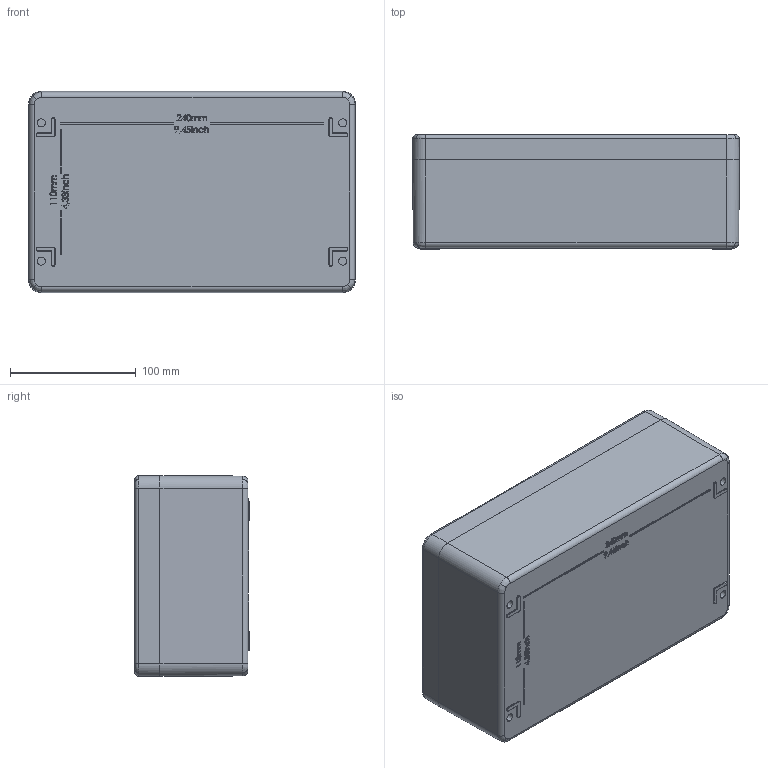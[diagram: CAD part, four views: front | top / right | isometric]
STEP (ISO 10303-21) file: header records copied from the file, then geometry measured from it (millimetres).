
FILE_DESCRIPTION (( 'STEP AP214' ), '1' );
FILE_NAME ('62162609.STEP', '2017-06-30T10:35:42', ( 'Macha' ), ( 'Hewlett-Packard Company' ), 'SwSTEP 2.0', 'SolidWorks 2015', '' );
FILE_SCHEMA (( 'AUTOMOTIVE_DESIGN' ));
Length unit declared in the file: millimetre
Products named in the file (8): 82015_780; 93135; 21662; 21663; 86224; 86222; 21663_Unterteil; 62162609
Assembly tree (18 placements, depth 3):
  62162609
    21663
      21663_Unterteil
      86222  x6
      86224  x4
    21662
    93135  x4
    82015_780
Bounding box: 260 x 91 x 160 mm (x, y, z)
Volume: 966627.2 mm3; surface area: 327722.4 mm2
Topology: 17 solids, 17 shells, 1605 faces, 3977 edges, 2496 vertices
Faces by surface type: plane 718, bspline 293, cylinder 246, cone 208, torus 140
Entity records: 54620 total; most frequent: CARTESIAN_POINT 26512, ORIENTED_EDGE 6170, DIRECTION 4983, EDGE_CURVE 3085, VERTEX_POINT 1958, LINE 1759, VECTOR 1759, AXIS2_PLACEMENT_3D 1612
